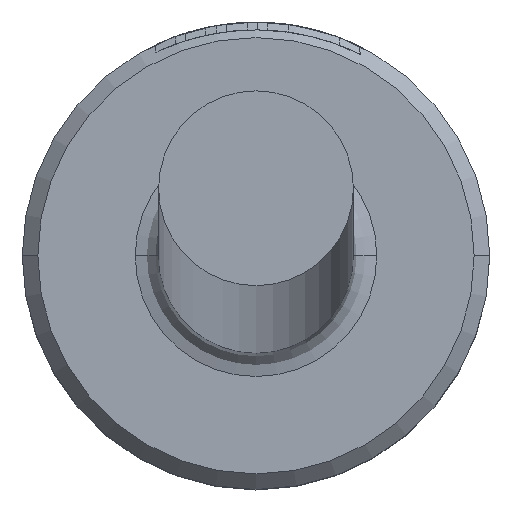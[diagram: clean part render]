
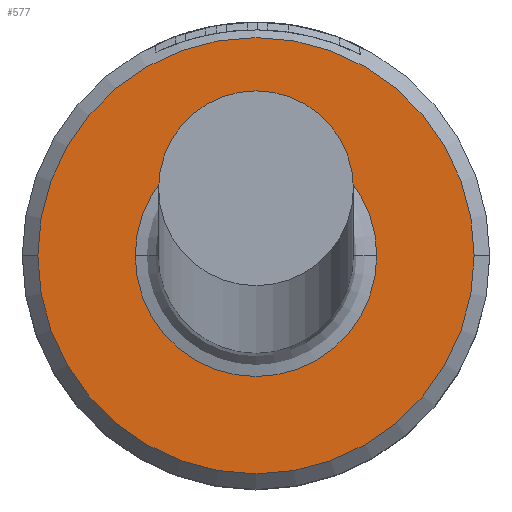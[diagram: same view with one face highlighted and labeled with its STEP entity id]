
A CAD part, top view. The second image highlights one B-rep face of the part: STEP entity #577.
In plain terms, the highlighted planar face has unit normal (0, 0, 1).
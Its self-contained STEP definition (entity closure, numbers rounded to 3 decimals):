
#63 = ORIENTED_EDGE ( 'NONE', *, *, #1008, .T. ) ;
#97 = ORIENTED_EDGE ( 'NONE', *, *, #793, .T. ) ;
#136 = CARTESIAN_POINT ( 'NONE',  ( -2.8, 0., 4. ) ) ;
#151 = PLANE ( 'NONE',  #512 ) ;
#202 = CARTESIAN_POINT ( 'NONE',  ( 0., 0., 4. ) ) ;
#246 = CARTESIAN_POINT ( 'NONE',  ( 0., 0., 4. ) ) ;
#260 = CARTESIAN_POINT ( 'NONE',  ( 0., 0., 4. ) ) ;
#304 = DIRECTION ( 'NONE',  ( -1., 0., 0. ) ) ;
#312 = ORIENTED_EDGE ( 'NONE', *, *, #378, .T. ) ;
#335 = CARTESIAN_POINT ( 'NONE',  ( -1.55, 0., 4. ) ) ;
#341 = DIRECTION ( 'NONE',  ( 1., 0., 0. ) ) ;
#342 = CIRCLE ( 'NONE', #418, 2.8 ) ;
#350 = DIRECTION ( 'NONE',  ( 0., 0., -1. ) ) ;
#354 = DIRECTION ( 'NONE',  ( 1., 0., 0. ) ) ;
#378 = EDGE_CURVE ( 'NONE', #908, #954, #1009, .T. ) ;
#418 = AXIS2_PLACEMENT_3D ( 'NONE', #246, #874, #341 ) ;
#495 = CARTESIAN_POINT ( 'NONE',  ( 2.8, 0., 4. ) ) ;
#512 = AXIS2_PLACEMENT_3D ( 'NONE', #616, #527, #794 ) ;
#524 = FACE_OUTER_BOUND ( 'NONE', #1125, .T. ) ;
#527 = DIRECTION ( 'NONE',  ( 0., 0., 1. ) ) ;
#577 = ADVANCED_FACE ( 'NONE', ( #524, #947 ), #151, .T. ) ;
#616 = CARTESIAN_POINT ( 'NONE',  ( 0., 0., 4. ) ) ;
#630 = AXIS2_PLACEMENT_3D ( 'NONE', #260, #884, #354 ) ;
#645 = VERTEX_POINT ( 'NONE', #495 ) ;
#687 = CARTESIAN_POINT ( 'NONE',  ( 1.55, 0., 4. ) ) ;
#705 = AXIS2_PLACEMENT_3D ( 'NONE', #202, #837, #304 ) ;
#711 = VERTEX_POINT ( 'NONE', #136 ) ;
#736 = CIRCLE ( 'NONE', #810, 1.55 ) ;
#793 = EDGE_CURVE ( 'NONE', #711, #645, #919, .T. ) ;
#794 = DIRECTION ( 'NONE',  ( 1., 0., 0. ) ) ;
#801 = ORIENTED_EDGE ( 'NONE', *, *, #1017, .T. ) ;
#810 = AXIS2_PLACEMENT_3D ( 'NONE', #880, #350, #969 ) ;
#837 = DIRECTION ( 'NONE',  ( 0., 0., -1. ) ) ;
#874 = DIRECTION ( 'NONE',  ( 0., 0., 1. ) ) ;
#880 = CARTESIAN_POINT ( 'NONE',  ( 0., 0., 4. ) ) ;
#884 = DIRECTION ( 'NONE',  ( 0., 0., 1. ) ) ;
#908 = VERTEX_POINT ( 'NONE', #687 ) ;
#919 = CIRCLE ( 'NONE', #630, 2.8 ) ;
#947 = FACE_BOUND ( 'NONE', #1050, .T. ) ;
#954 = VERTEX_POINT ( 'NONE', #335 ) ;
#969 = DIRECTION ( 'NONE',  ( -1., 0., 0. ) ) ;
#1008 = EDGE_CURVE ( 'NONE', #645, #711, #342, .T. ) ;
#1009 = CIRCLE ( 'NONE', #705, 1.55 ) ;
#1017 = EDGE_CURVE ( 'NONE', #954, #908, #736, .T. ) ;
#1050 = EDGE_LOOP ( 'NONE', ( #801, #312 ) ) ;
#1125 = EDGE_LOOP ( 'NONE', ( #97, #63 ) ) ;
